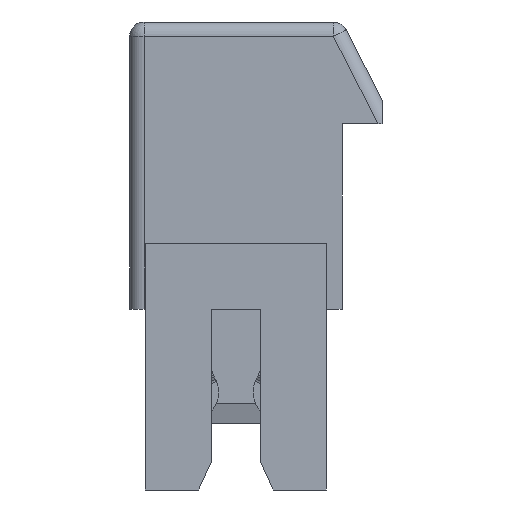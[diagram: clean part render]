
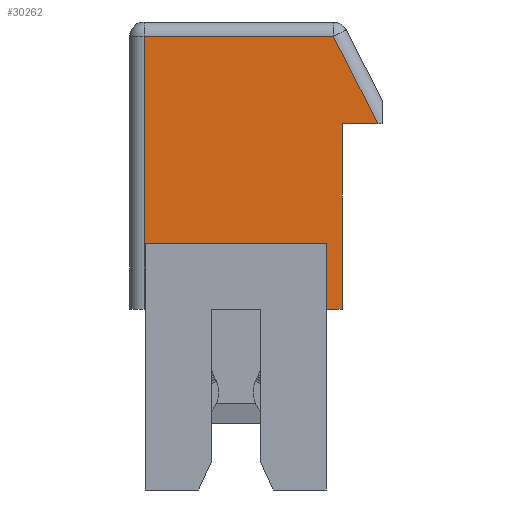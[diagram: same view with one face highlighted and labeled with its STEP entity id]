
A CAD part, left-side view. The second image highlights one B-rep face of the part: STEP entity #30262.
In plain terms, the highlighted planar face has unit normal (-1, 0, 0).
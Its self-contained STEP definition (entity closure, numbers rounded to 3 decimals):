
#619=DIRECTION('',(0.,0.,-1.));
#620=VECTOR('',#619,9.5);
#621=CARTESIAN_POINT('',(-19.5,3.2,-0.5));
#622=LINE('',#621,#620);
#623=DIRECTION('',(0.,-1.,0.));
#624=VECTOR('',#623,6.593);
#625=CARTESIAN_POINT('',(-19.5,3.2,-0.5));
#626=LINE('',#625,#624);
#627=DIRECTION('',(0.,0.454,0.891));
#628=VECTOR('',#627,3.422);
#629=CARTESIAN_POINT('',(-19.5,-4.946,-3.55));
#630=LINE('',#629,#628);
#631=DIRECTION('',(0.,1.,0.));
#632=VECTOR('',#631,1.246);
#633=CARTESIAN_POINT('',(-19.5,-4.946,-3.55));
#634=LINE('',#633,#632);
#635=DIRECTION('',(0.,0.,1.));
#636=VECTOR('',#635,2.3);
#637=CARTESIAN_POINT('',(-19.5,-3.15,-10.));
#638=LINE('',#637,#636);
#639=DIRECTION('',(0.,1.,0.));
#640=VECTOR('',#639,6.3);
#641=CARTESIAN_POINT('',(-19.5,-3.15,-7.7));
#642=LINE('',#641,#640);
#643=DIRECTION('',(0.,0.,1.));
#644=VECTOR('',#643,2.3);
#645=CARTESIAN_POINT('',(-19.5,3.15,-10.));
#646=LINE('',#645,#644);
#668=DIRECTION('',(0.,1.,0.));
#669=VECTOR('',#668,0.05);
#670=CARTESIAN_POINT('',(-19.5,3.15,-10.));
#671=LINE('',#670,#669);
#692=DIRECTION('',(0.,1.,0.));
#693=VECTOR('',#692,0.55);
#694=CARTESIAN_POINT('',(-19.5,-3.7,-10.));
#695=LINE('',#694,#693);
#22274=DIRECTION('',(0.,0.,1.));
#22275=VECTOR('',#22274,6.45);
#22276=CARTESIAN_POINT('',(-19.5,-3.7,-10.));
#22277=LINE('',#22276,#22275);
#22334=CARTESIAN_POINT('',(-19.5,-4.946,-3.55));
#22879=CARTESIAN_POINT('',(-19.5,-3.7,-10.));
#22881=VERTEX_POINT('',#22879);
#22914=CARTESIAN_POINT('',(-19.5,-3.15,-10.));
#22916=VERTEX_POINT('',#22914);
#22922=CARTESIAN_POINT('',(-19.5,3.15,-10.));
#22924=VERTEX_POINT('',#22922);
#22930=CARTESIAN_POINT('',(-19.5,-3.15,-7.7));
#22931=VERTEX_POINT('',#22930);
#22932=CARTESIAN_POINT('',(-19.5,3.15,-7.7));
#22933=VERTEX_POINT('',#22932);
#23298=CARTESIAN_POINT('',(-19.5,-3.7,-3.55));
#23299=VERTEX_POINT('',#23298);
#23318=CARTESIAN_POINT('',(-19.5,3.2,-10.));
#23320=VERTEX_POINT('',#23318);
#23324=CARTESIAN_POINT('',(-19.5,3.2,-0.5));
#23325=VERTEX_POINT('',#23324);
#23343=CARTESIAN_POINT('',(-19.5,-3.393,-0.5));
#23344=VERTEX_POINT('',#23343);
#23349=VERTEX_POINT('',#22334);
#30236=CARTESIAN_POINT('',(-19.5,3.7,0.));
#30237=DIRECTION('',(-1.,0.,0.));
#30238=DIRECTION('',(0.,-1.,0.));
#30239=AXIS2_PLACEMENT_3D('',#30236,#30237,#30238);
#30240=PLANE('',#30239);
#30242=ORIENTED_EDGE('',*,*,#30241,.F.);
#30243=ORIENTED_EDGE('',*,*,#30227,.T.);
#30245=ORIENTED_EDGE('',*,*,#30244,.F.);
#30247=ORIENTED_EDGE('',*,*,#30246,.T.);
#30249=ORIENTED_EDGE('',*,*,#30248,.F.);
#30251=ORIENTED_EDGE('',*,*,#30250,.T.);
#30253=ORIENTED_EDGE('',*,*,#30252,.T.);
#30255=ORIENTED_EDGE('',*,*,#30254,.T.);
#30257=ORIENTED_EDGE('',*,*,#30256,.F.);
#30259=ORIENTED_EDGE('',*,*,#30258,.T.);
#30260=EDGE_LOOP('',(#30242,#30243,#30245,#30247,#30249,#30251,#30253,#30255,
#30257,#30259));
#30261=FACE_OUTER_BOUND('',#30260,.F.);
#30227=EDGE_CURVE('',#23325,#23344,#626,.T.);
#30241=EDGE_CURVE('',#23325,#23320,#622,.T.);
#30244=EDGE_CURVE('',#23349,#23344,#630,.T.);
#30246=EDGE_CURVE('',#23349,#23299,#634,.T.);
#30248=EDGE_CURVE('',#22881,#23299,#22277,.T.);
#30250=EDGE_CURVE('',#22881,#22916,#695,.T.);
#30252=EDGE_CURVE('',#22916,#22931,#638,.T.);
#30254=EDGE_CURVE('',#22931,#22933,#642,.T.);
#30256=EDGE_CURVE('',#22924,#22933,#646,.T.);
#30258=EDGE_CURVE('',#22924,#23320,#671,.T.);
#30262=ADVANCED_FACE('',(#30261),#30240,.T.);
